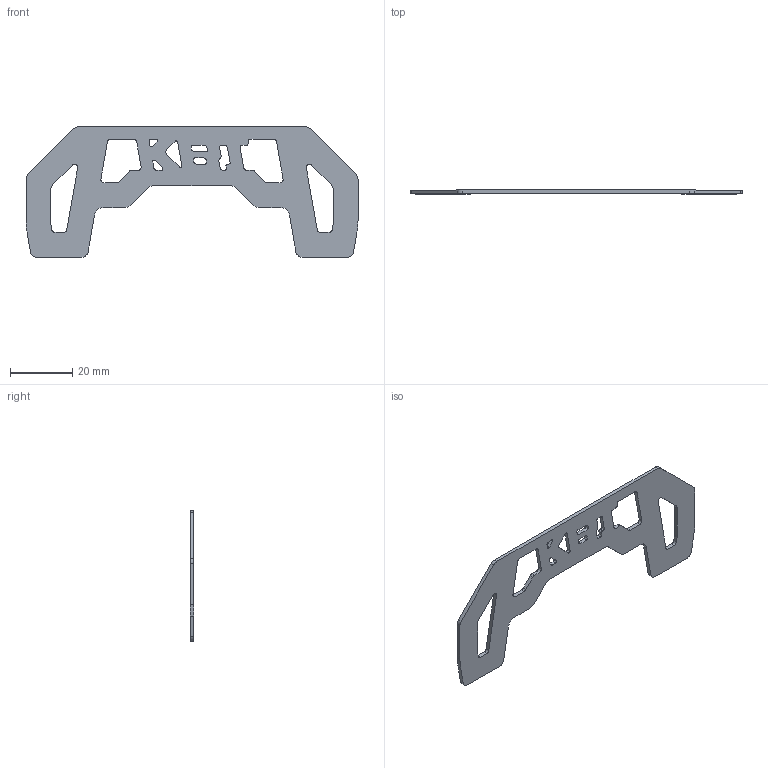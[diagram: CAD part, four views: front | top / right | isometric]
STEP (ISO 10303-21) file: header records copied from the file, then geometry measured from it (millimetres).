
FILE_DESCRIPTION(/* description */ (''),/* implementation_level */ '2;1');
FILE_NAME(/* name */ 'Pry Plate KB1.stp',/* time_stamp */ '2024-06-02T12:20:22-05:00',/* author */ ('SMJ'),/* organization */ (''),/* preprocessor_version */ 'ST-DEVELOPER v19.2',/* originating_system */ 'Autodesk Inventor 2023',/* authorisation */ '');
FILE_SCHEMA (('AUTOMOTIVE_DESIGN { 1 0 10303 214 3 1 1 }'));
Length unit declared in the file: millimetre
Products named in the file (1): Pry Plate KB1
Bounding box: 107 x 1.22 x 42 mm (x, y, z)
Volume: 2857.1 mm3; surface area: 5403 mm2
Topology: 1 solids, 1 shells, 131 faces, 387 edges, 258 vertices
Faces by surface type: plane 66, cylinder 65
Entity records: 4494 total; most frequent: DIRECTION 781, CARTESIAN_POINT 777, ORIENTED_EDGE 774, EDGE_CURVE 387, AXIS2_PLACEMENT_3D 262, VERTEX_POINT 258, LINE 257, VECTOR 257
